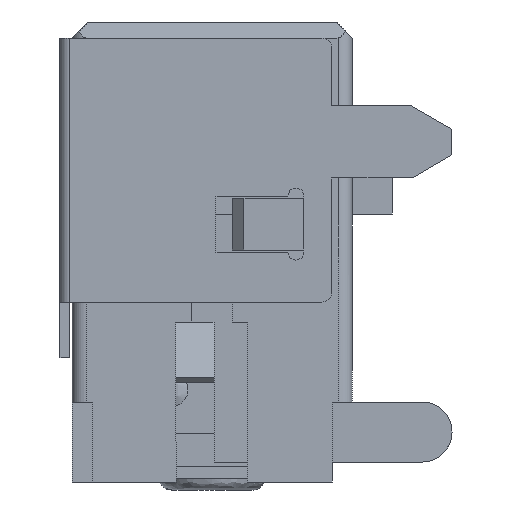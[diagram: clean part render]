
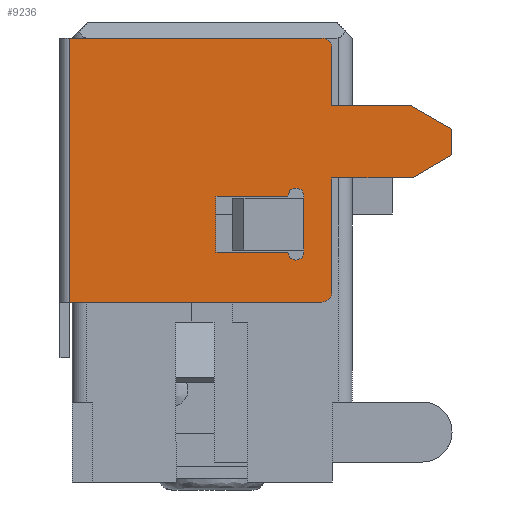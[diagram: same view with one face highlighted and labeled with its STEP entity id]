
A CAD part, left-side view. The second image highlights one B-rep face of the part: STEP entity #9236.
In plain terms, the highlighted face is planar.
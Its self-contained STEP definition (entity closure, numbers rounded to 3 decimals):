
#46 = LINE ( 'NONE', #1052, #8361 ) ;
#148 = ORIENTED_EDGE ( 'NONE', *, *, #1451, .T. ) ;
#182 = DIRECTION ( 'NONE',  ( 0., 0., 1. ) ) ;
#220 = CARTESIAN_POINT ( 'NONE',  ( 14.35, 6.305, -1.495 ) ) ;
#314 = ORIENTED_EDGE ( 'NONE', *, *, #8725, .T. ) ;
#347 = DIRECTION ( 'NONE',  ( 0., 0., -1. ) ) ;
#538 = ORIENTED_EDGE ( 'NONE', *, *, #4923, .T. ) ;
#663 = FACE_OUTER_BOUND ( 'NONE', #10672, .T. ) ;
#718 = VECTOR ( 'NONE', #3502, 1000. ) ;
#741 = CARTESIAN_POINT ( 'NONE',  ( 10.4, 6.305, 4.605 ) ) ;
#898 = VERTEX_POINT ( 'NONE', #6550 ) ;
#1002 = AXIS2_PLACEMENT_3D ( 'NONE', #10356, #2255, #11238 ) ;
#1052 = CARTESIAN_POINT ( 'NONE',  ( 12.1, 6.305, -5.195 ) ) ;
#1083 = EDGE_CURVE ( 'NONE', #10671, #5461, #46, .T. ) ;
#1094 = EDGE_CURVE ( 'NONE', #9878, #2309, #9911, .T. ) ;
#1178 = CARTESIAN_POINT ( 'NONE',  ( 26.928, 6.305, -2.195 ) ) ;
#1255 = ORIENTED_EDGE ( 'NONE', *, *, #3043, .T. ) ;
#1351 = EDGE_CURVE ( 'NONE', #5491, #9096, #10561, .T. ) ;
#1359 = VERTEX_POINT ( 'NONE', #6894 ) ;
#1451 = EDGE_CURVE ( 'NONE', #2309, #11253, #3656, .T. ) ;
#1562 = DIRECTION ( 'NONE',  ( -1., 0., 0. ) ) ;
#1583 = CARTESIAN_POINT ( 'NONE',  ( 15.75, 6.305, -5.195 ) ) ;
#1611 = EDGE_CURVE ( 'NONE', #5201, #1359, #1862, .T. ) ;
#1707 = AXIS2_PLACEMENT_3D ( 'NONE', #7092, #8865, #2483 ) ;
#1795 = ORIENTED_EDGE ( 'NONE', *, *, #8293, .T. ) ;
#1816 = DIRECTION ( 'NONE',  ( 0., 0., 1. ) ) ;
#1862 = LINE ( 'NONE', #3692, #6187 ) ;
#1883 = LINE ( 'NONE', #8036, #6271 ) ;
#2037 = LINE ( 'NONE', #7255, #4473 ) ;
#2080 = ORIENTED_EDGE ( 'NONE', *, *, #1351, .T. ) ;
#2124 = DIRECTION ( 'NONE',  ( 0., 1., 0. ) ) ;
#2255 = DIRECTION ( 'NONE',  ( 0., -1., 0. ) ) ;
#2283 = CARTESIAN_POINT ( 'NONE',  ( 15.75, 6.305, -1.095 ) ) ;
#2298 = CARTESIAN_POINT ( 'NONE',  ( 10.4, 6.305, 4.355 ) ) ;
#2309 = VERTEX_POINT ( 'NONE', #4269 ) ;
#2355 = ORIENTED_EDGE ( 'NONE', *, *, #1083, .T. ) ;
#2457 = CARTESIAN_POINT ( 'NONE',  ( 17., 6.305, -5.195 ) ) ;
#2483 = DIRECTION ( 'NONE',  ( 1., 0., 0. ) ) ;
#2503 = VECTOR ( 'NONE', #1562, 1000. ) ;
#2537 = EDGE_CURVE ( 'NONE', #1359, #8628, #5330, .T. ) ;
#2694 = CIRCLE ( 'NONE', #1002, 0.2 ) ;
#2876 = LINE ( 'NONE', #9272, #5724 ) ;
#3000 = CARTESIAN_POINT ( 'NONE',  ( 10.4, 6.305, -1.945 ) ) ;
#3043 = EDGE_CURVE ( 'NONE', #9096, #6718, #10560, .T. ) ;
#3127 = EDGE_CURVE ( 'NONE', #5461, #8718, #5609, .T. ) ;
#3249 = VERTEX_POINT ( 'NONE', #2298 ) ;
#3251 = VECTOR ( 'NONE', #9713, 1000. ) ;
#3307 = CARTESIAN_POINT ( 'NONE',  ( 16.75, 6.305, -2.195 ) ) ;
#3334 = DIRECTION ( 'NONE',  ( -0.5, 0., 0.866 ) ) ;
#3502 = DIRECTION ( 'NONE',  ( 0., 0., -1. ) ) ;
#3521 = VECTOR ( 'NONE', #3334, 1000. ) ;
#3656 = CIRCLE ( 'NONE', #10268, 0.2 ) ;
#3692 = CARTESIAN_POINT ( 'NONE',  ( 26.928, 6.305, 0.705 ) ) ;
#3695 = DIRECTION ( 'NONE',  ( -0.5, 0., -0.866 ) ) ;
#3845 = CARTESIAN_POINT ( 'NONE',  ( 17., 6.305, 4.355 ) ) ;
#3894 = ORIENTED_EDGE ( 'NONE', *, *, #8144, .F. ) ;
#4269 = CARTESIAN_POINT ( 'NONE',  ( 15.75, 6.305, -1.495 ) ) ;
#4288 = VERTEX_POINT ( 'NONE', #7629 ) ;
#4450 = ORIENTED_EDGE ( 'NONE', *, *, #1094, .T. ) ;
#4473 = VECTOR ( 'NONE', #3695, 1000. ) ;
#4696 = EDGE_CURVE ( 'NONE', #6686, #10216, #2037, .T. ) ;
#4782 = DIRECTION ( 'NONE',  ( -1., 0., 0. ) ) ;
#4840 = ORIENTED_EDGE ( 'NONE', *, *, #6884, .T. ) ;
#4890 = AXIS2_PLACEMENT_3D ( 'NONE', #7563, #2124, #182 ) ;
#4919 = EDGE_CURVE ( 'NONE', #3249, #8234, #11497, .T. ) ;
#4923 = EDGE_CURVE ( 'NONE', #898, #10671, #11611, .T. ) ;
#5188 = DIRECTION ( 'NONE',  ( 0., 0., 1. ) ) ;
#5201 = VERTEX_POINT ( 'NONE', #10187 ) ;
#5270 = CARTESIAN_POINT ( 'NONE',  ( 26.928, 6.305, -2.195 ) ) ;
#5330 = LINE ( 'NONE', #8175, #718 ) ;
#5461 = VERTEX_POINT ( 'NONE', #6626 ) ;
#5491 = VERTEX_POINT ( 'NONE', #3845 ) ;
#5609 = LINE ( 'NONE', #1178, #5639 ) ;
#5639 = VECTOR ( 'NONE', #4782, 1000. ) ;
#5724 = VECTOR ( 'NONE', #347, 1000. ) ;
#5840 = CARTESIAN_POINT ( 'NONE',  ( 12.1, 6.305, -4.195 ) ) ;
#5964 = EDGE_CURVE ( 'NONE', #5491, #3249, #11445, .T. ) ;
#5974 = ORIENTED_EDGE ( 'NONE', *, *, #2537, .T. ) ;
#6062 = DIRECTION ( 'NONE',  ( 0., 0., -1. ) ) ;
#6169 = VECTOR ( 'NONE', #7949, 1000. ) ;
#6187 = VECTOR ( 'NONE', #6406, 1000. ) ;
#6197 = DIRECTION ( 'NONE',  ( 0., -1., 0. ) ) ;
#6271 = VECTOR ( 'NONE', #11585, 1000. ) ;
#6378 = ORIENTED_EDGE ( 'NONE', *, *, #10905, .T. ) ;
#6406 = DIRECTION ( 'NONE',  ( -1., 0., 0. ) ) ;
#6550 = CARTESIAN_POINT ( 'NONE',  ( 12.677, 6.305, -5.195 ) ) ;
#6564 = CARTESIAN_POINT ( 'NONE',  ( 13.9, 6.305, -4.195 ) ) ;
#6626 = CARTESIAN_POINT ( 'NONE',  ( 12.1, 6.305, -2.195 ) ) ;
#6686 = VERTEX_POINT ( 'NONE', #6564 ) ;
#6718 = VERTEX_POINT ( 'NONE', #3307 ) ;
#6784 = DIRECTION ( 'NONE',  ( 0., 0., 1. ) ) ;
#6826 = ORIENTED_EDGE ( 'NONE', *, *, #5964, .F. ) ;
#6838 = DIRECTION ( 'NONE',  ( 0., -1., 0. ) ) ;
#6870 = VECTOR ( 'NONE', #6062, 1000. ) ;
#6880 = CARTESIAN_POINT ( 'NONE',  ( 10.65, 6.305, -2.195 ) ) ;
#6884 = EDGE_CURVE ( 'NONE', #10216, #898, #1883, .T. ) ;
#6894 = CARTESIAN_POINT ( 'NONE',  ( 14.35, 6.305, 0.705 ) ) ;
#6920 = FACE_BOUND ( 'NONE', #7489, .T. ) ;
#7005 = CARTESIAN_POINT ( 'NONE',  ( 12.677, 6.305, -5.195 ) ) ;
#7092 = CARTESIAN_POINT ( 'NONE',  ( 26.928, 6.305, -5.195 ) ) ;
#7109 = LINE ( 'NONE', #5270, #3251 ) ;
#7212 = DIRECTION ( 'NONE',  ( 0., 0., 1. ) ) ;
#7234 = VECTOR ( 'NONE', #11630, 1000. ) ;
#7255 = CARTESIAN_POINT ( 'NONE',  ( 13.9, 6.305, -4.195 ) ) ;
#7268 = ORIENTED_EDGE ( 'NONE', *, *, #3127, .T. ) ;
#7489 = EDGE_LOOP ( 'NONE', ( #10702, #4450, #148, #6378, #11000, #5974 ) ) ;
#7563 = CARTESIAN_POINT ( 'NONE',  ( 16.75, 6.305, -1.945 ) ) ;
#7629 = CARTESIAN_POINT ( 'NONE',  ( 13.9, 6.305, -2.195 ) ) ;
#7708 = CARTESIAN_POINT ( 'NONE',  ( 14.35, 6.305, -1.095 ) ) ;
#7756 = EDGE_CURVE ( 'NONE', #8628, #9878, #2694, .T. ) ;
#7867 = PLANE ( 'NONE',  #1707 ) ;
#7949 = DIRECTION ( 'NONE',  ( 0., 0., -1. ) ) ;
#8036 = CARTESIAN_POINT ( 'NONE',  ( 26.928, 6.305, -5.195 ) ) ;
#8144 = EDGE_CURVE ( 'NONE', #8234, #8718, #10064, .T. ) ;
#8175 = CARTESIAN_POINT ( 'NONE',  ( 14.35, 6.305, -5.195 ) ) ;
#8234 = VERTEX_POINT ( 'NONE', #3000 ) ;
#8293 = EDGE_CURVE ( 'NONE', #4288, #6686, #2876, .T. ) ;
#8361 = VECTOR ( 'NONE', #1816, 1000. ) ;
#8628 = VERTEX_POINT ( 'NONE', #7708 ) ;
#8718 = VERTEX_POINT ( 'NONE', #6880 ) ;
#8725 = EDGE_CURVE ( 'NONE', #6718, #4288, #7109, .T. ) ;
#8784 = CARTESIAN_POINT ( 'NONE',  ( 26.928, 6.305, 4.355 ) ) ;
#8865 = DIRECTION ( 'NONE',  ( 0., 1., 0. ) ) ;
#9096 = VERTEX_POINT ( 'NONE', #11246 ) ;
#9236 = ADVANCED_FACE ( 'NONE', ( #6920, #663 ), #7867, .T. ) ;
#9272 = CARTESIAN_POINT ( 'NONE',  ( 13.9, 6.305, -5.195 ) ) ;
#9630 = ORIENTED_EDGE ( 'NONE', *, *, #4919, .F. ) ;
#9713 = DIRECTION ( 'NONE',  ( -1., 0., 0. ) ) ;
#9726 = CARTESIAN_POINT ( 'NONE',  ( 15.75, 6.305, -1.295 ) ) ;
#9878 = VERTEX_POINT ( 'NONE', #220 ) ;
#9911 = LINE ( 'NONE', #10690, #7234 ) ;
#10064 = CIRCLE ( 'NONE', #11573, 0.25 ) ;
#10187 = CARTESIAN_POINT ( 'NONE',  ( 15.75, 6.305, 0.705 ) ) ;
#10216 = VERTEX_POINT ( 'NONE', #10848 ) ;
#10268 = AXIS2_PLACEMENT_3D ( 'NONE', #9726, #6838, #6784 ) ;
#10356 = CARTESIAN_POINT ( 'NONE',  ( 14.35, 6.305, -1.295 ) ) ;
#10560 = CIRCLE ( 'NONE', #4890, 0.25 ) ;
#10561 = LINE ( 'NONE', #2457, #6870 ) ;
#10587 = ORIENTED_EDGE ( 'NONE', *, *, #4696, .T. ) ;
#10671 = VERTEX_POINT ( 'NONE', #5840 ) ;
#10672 = EDGE_LOOP ( 'NONE', ( #6826, #2080, #1255, #314, #1795, #10587, #4840, #538, #2355, #7268, #3894, #9630 ) ) ;
#10690 = CARTESIAN_POINT ( 'NONE',  ( 26.928, 6.305, -1.495 ) ) ;
#10702 = ORIENTED_EDGE ( 'NONE', *, *, #7756, .T. ) ;
#10815 = CARTESIAN_POINT ( 'NONE',  ( 10.65, 6.305, -1.945 ) ) ;
#10848 = CARTESIAN_POINT ( 'NONE',  ( 13.323, 6.305, -5.195 ) ) ;
#10905 = EDGE_CURVE ( 'NONE', #11253, #5201, #11459, .T. ) ;
#11000 = ORIENTED_EDGE ( 'NONE', *, *, #1611, .T. ) ;
#11091 = VECTOR ( 'NONE', #5188, 1000. ) ;
#11238 = DIRECTION ( 'NONE',  ( 0., 0., 1. ) ) ;
#11246 = CARTESIAN_POINT ( 'NONE',  ( 17., 6.305, -1.945 ) ) ;
#11253 = VERTEX_POINT ( 'NONE', #2283 ) ;
#11445 = LINE ( 'NONE', #8784, #2503 ) ;
#11459 = LINE ( 'NONE', #1583, #11091 ) ;
#11497 = LINE ( 'NONE', #741, #6169 ) ;
#11573 = AXIS2_PLACEMENT_3D ( 'NONE', #10815, #6197, #7212 ) ;
#11585 = DIRECTION ( 'NONE',  ( -1., 0., 0. ) ) ;
#11611 = LINE ( 'NONE', #7005, #3521 ) ;
#11630 = DIRECTION ( 'NONE',  ( 1., 0., 0. ) ) ;
